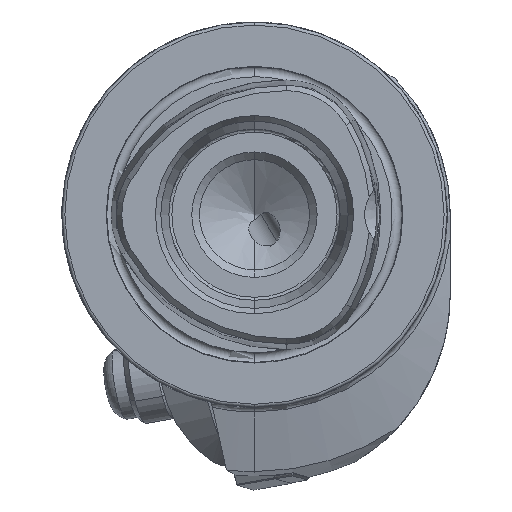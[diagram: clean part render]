
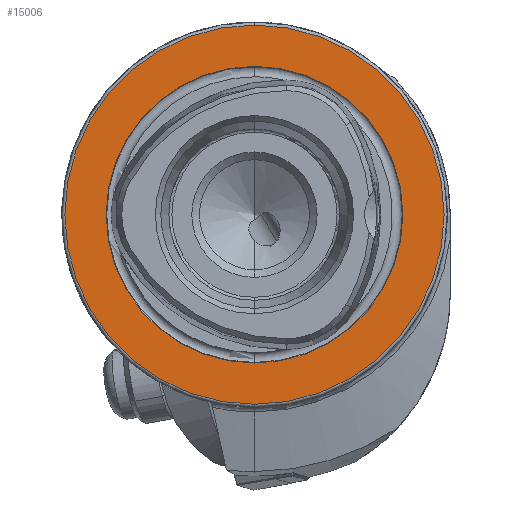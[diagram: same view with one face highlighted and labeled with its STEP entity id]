
A CAD part, left-side view. The second image highlights one B-rep face of the part: STEP entity #15006.
In plain terms, the highlighted planar face has unit normal (-1, 0, 0).
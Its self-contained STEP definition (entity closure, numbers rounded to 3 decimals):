
#189 = AXIS2_PLACEMENT_3D ( 'NONE', #1959, #1960, #1961 ) ;
#192 = AXIS2_PLACEMENT_3D ( 'NONE', #1968, #1969, #1970 ) ;
#413 = AXIS2_PLACEMENT_3D ( 'NONE', #14132, #14137, #14138 ) ;
#1288 = CIRCLE ( 'NONE', #189, 24.25 ) ;
#1304 = CIRCLE ( 'NONE', #192, 31. ) ;
#1725 = FACE_BOUND ( 'NONE', #11175, .T. ) ;
#1744 = FACE_OUTER_BOUND ( 'NONE', #11181, .T. ) ;
#1959 = CARTESIAN_POINT ( 'NONE',  ( 0., 0., 0. ) ) ;
#1960 = DIRECTION ( 'NONE',  ( -1., 0., 0. ) ) ;
#1961 = DIRECTION ( 'NONE',  ( 0., 0., 1. ) ) ;
#1968 = CARTESIAN_POINT ( 'NONE',  ( 0., 0., 0. ) ) ;
#1969 = DIRECTION ( 'NONE',  ( -1., 0., 0. ) ) ;
#1970 = DIRECTION ( 'NONE',  ( 0., 0., 1. ) ) ;
#2797 = EDGE_CURVE ( 'NONE', #3813, #3842, #9136, .T. ) ;
#2799 = EDGE_CURVE ( 'NONE', #3844, #3914, #9138, .T. ) ;
#3377 = AXIS2_PLACEMENT_3D ( 'NONE', #12864, #12865, #12866 ) ;
#3378 = AXIS2_PLACEMENT_3D ( 'NONE', #12868, #12869, #12870 ) ;
#3813 = VERTEX_POINT ( 'NONE', #9442 ) ;
#3842 = VERTEX_POINT ( 'NONE', #9473 ) ;
#3844 = VERTEX_POINT ( 'NONE', #9475 ) ;
#3914 = VERTEX_POINT ( 'NONE', #9545 ) ;
#9136 = CIRCLE ( 'NONE', #3377, 31. ) ;
#9138 = CIRCLE ( 'NONE', #3378, 24.25 ) ;
#9442 = CARTESIAN_POINT ( 'NONE',  ( 0., 0., -31. ) ) ;
#9473 = CARTESIAN_POINT ( 'NONE',  ( 0., 0., 31. ) ) ;
#9475 = CARTESIAN_POINT ( 'NONE',  ( 0., 0., 24.25 ) ) ;
#9545 = CARTESIAN_POINT ( 'NONE',  ( 0., 0., -24.25 ) ) ;
#11175 = EDGE_LOOP ( 'NONE', ( #11884, #11885 ) ) ;
#11181 = EDGE_LOOP ( 'NONE', ( #11886, #11887 ) ) ;
#11884 = ORIENTED_EDGE ( 'NONE', *, *, #2799, .F. ) ;
#11885 = ORIENTED_EDGE ( 'NONE', *, *, #14680, .F. ) ;
#11886 = ORIENTED_EDGE ( 'NONE', *, *, #14684, .T. ) ;
#11887 = ORIENTED_EDGE ( 'NONE', *, *, #2797, .T. ) ;
#12864 = CARTESIAN_POINT ( 'NONE',  ( 0., 0., 0. ) ) ;
#12865 = DIRECTION ( 'NONE',  ( -1., 0., 0. ) ) ;
#12866 = DIRECTION ( 'NONE',  ( 0., 0., 1. ) ) ;
#12868 = CARTESIAN_POINT ( 'NONE',  ( 0., 0., 0. ) ) ;
#12869 = DIRECTION ( 'NONE',  ( -1., 0., 0. ) ) ;
#12870 = DIRECTION ( 'NONE',  ( 0., 0., 1. ) ) ;
#14132 = CARTESIAN_POINT ( 'NONE',  ( 0., 24.25, 0. ) ) ;
#14135 = PLANE ( 'NONE',  #413 ) ;
#14137 = DIRECTION ( 'NONE',  ( 1., 0., 0. ) ) ;
#14138 = DIRECTION ( 'NONE',  ( 0., 0., -1. ) ) ;
#14680 = EDGE_CURVE ( 'NONE', #3914, #3844, #1288, .T. ) ;
#14684 = EDGE_CURVE ( 'NONE', #3842, #3813, #1304, .T. ) ;
#15006 = ADVANCED_FACE ( 'NONE', ( #1725, #1744 ), #14135, .F. ) ;
